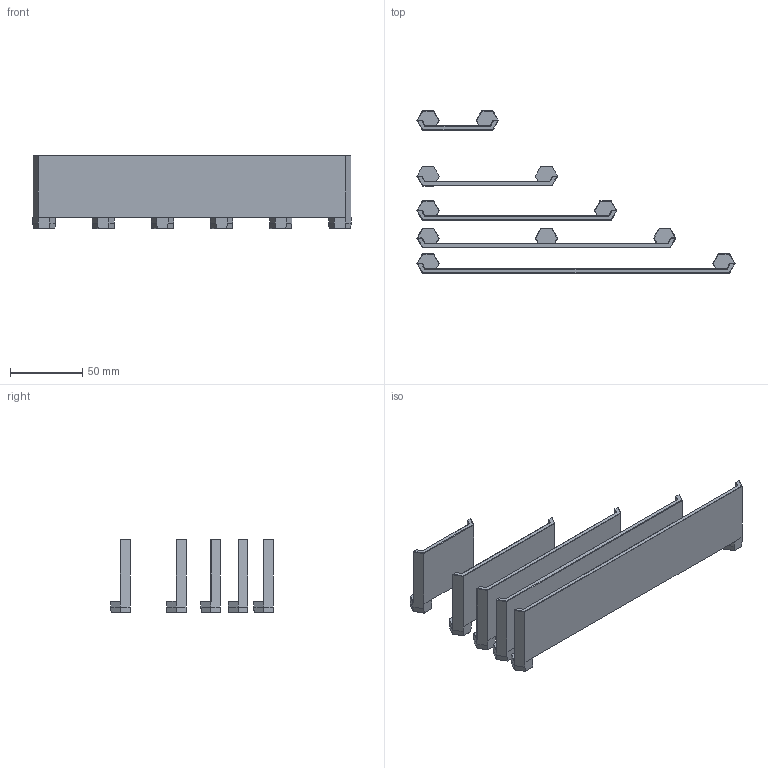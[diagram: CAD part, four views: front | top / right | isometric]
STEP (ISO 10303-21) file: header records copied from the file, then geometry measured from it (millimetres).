
FILE_DESCRIPTION(/* description */ (''),/* implementation_level */ '2;1');
FILE_NAME(/* name */ 'shelf.step',/* time_stamp */ '2023-05-06T11:21:55+02:00',/* author */ (''),/* organization */ (''),/* preprocessor_version */ 'ST-DEVELOPER v19.2',/* originating_system */ 'Autodesk Translation Framework v12.4.0.73',/* authorisation */ '');
FILE_SCHEMA (('AUTOMOTIVE_DESIGN { 1 0 10303 214 3 1 1 }'));
Length unit declared in the file: millimetre
Products named in the file (1): shelf
Bounding box: 219.91 x 112.3 x 51 mm (x, y, z)
Volume: 83921.9 mm3; surface area: 72764.9 mm2
Topology: 5 solids, 5 shells, 473 faces, 1140 edges, 677 vertices
Faces by surface type: plane 473
Entity records: 13178 total; most frequent: CARTESIAN_POINT 2291, ORIENTED_EDGE 2280, DIRECTION 2088, LINE 1140, VECTOR 1140, EDGE_CURVE 1140, VERTEX_POINT 677, AXIS2_PLACEMENT_3D 474
